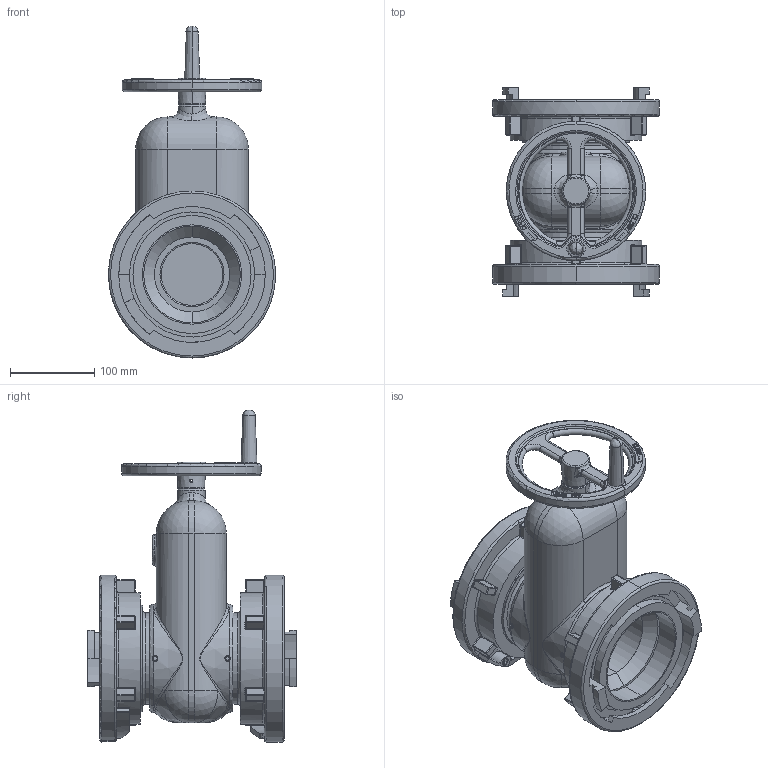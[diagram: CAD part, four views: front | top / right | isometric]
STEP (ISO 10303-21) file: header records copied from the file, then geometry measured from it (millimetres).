
FILE_DESCRIPTION((''),'2;1');
FILE_NAME('22860007_03','2014-07-02T',('sobri'),(''),'PRO/ENGINEER BY PARAMETRIC TECHNOLOGY CORPORATION, 2011180','PRO/ENGINEER BY PARAMETRIC TECHNOLOGY CORPORATION, 2011180','');
FILE_SCHEMA(('CONFIG_CONTROL_DESIGN'));
Length unit declared in the file: inch
Products named in the file (1): 22860007_03
Bounding box: 197.64 x 246.8 x 392.97 mm (x, y, z)
Surface area: 553680.8 mm2 (no closed solid volume)
Topology: 0 solids, 41 shells, 1096 faces, 3371 edges, 2280 vertices
Faces by surface type: cylinder 404, bspline 245, plane 242, torus 116, cone 55, sphere 34
Entity records: 73782 total; most frequent: CARTESIAN_POINT 46021, ORIENTED_EDGE 5738, DIRECTION 5239, EDGE_CURVE 3367, VERTEX_POINT 2280, AXIS2_PLACEMENT_3D 1876, VECTOR 1487, LINE 1487
